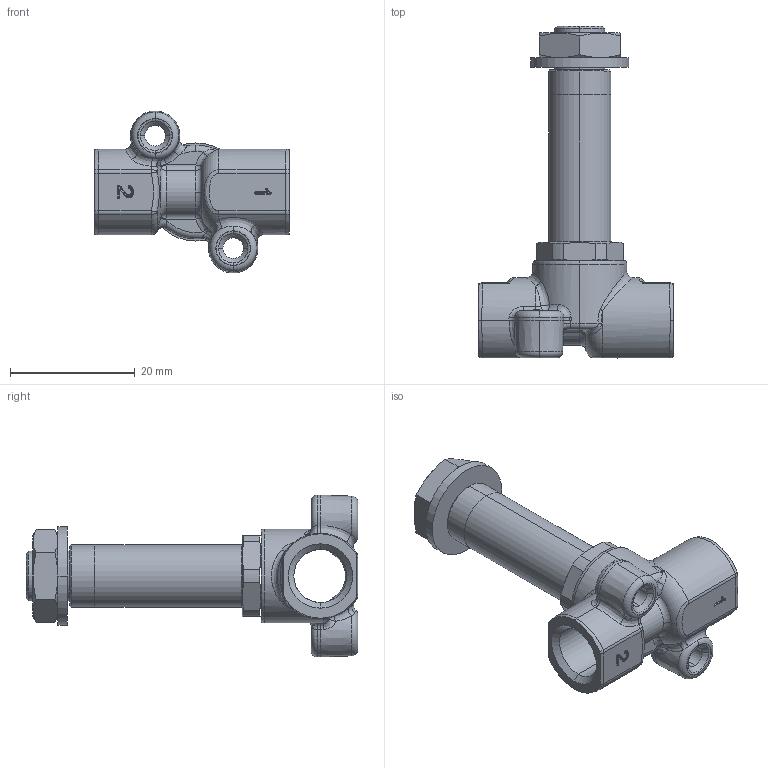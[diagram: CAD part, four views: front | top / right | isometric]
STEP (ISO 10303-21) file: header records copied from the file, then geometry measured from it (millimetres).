
FILE_DESCRIPTION (( 'STEP AP214' ), '1' );
FILE_NAME ('01F02415N0.STEP', '2015-09-09T13:18:12', ( '' ), ( '' ), 'SwSTEP 2.0', 'SolidWorks 2015', '' );
FILE_SCHEMA (( 'AUTOMOTIVE_DESIGN' ));
Length unit declared in the file: millimetre
Products named in the file (1): 01F02415N0
Bounding box: 31.2 x 53.1 x 25.92 mm (x, y, z)
Surface area: 4547 mm2 (no closed solid volume)
Topology: 0 solids, 6 shells, 281 faces, 796 edges, 488 vertices
Faces by surface type: bspline 87, cylinder 73, torus 41, plane 38, cone 30, sphere 12
Entity records: 15648 total; most frequent: CARTESIAN_POINT 6036, ORIENTED_EDGE 1373, DIRECTION 1286, EDGE_CURVE 777, AXIS2_PLACEMENT_3D 562, VERTEX_POINT 488, CIRCLE 367, EDGE_LOOP 295
